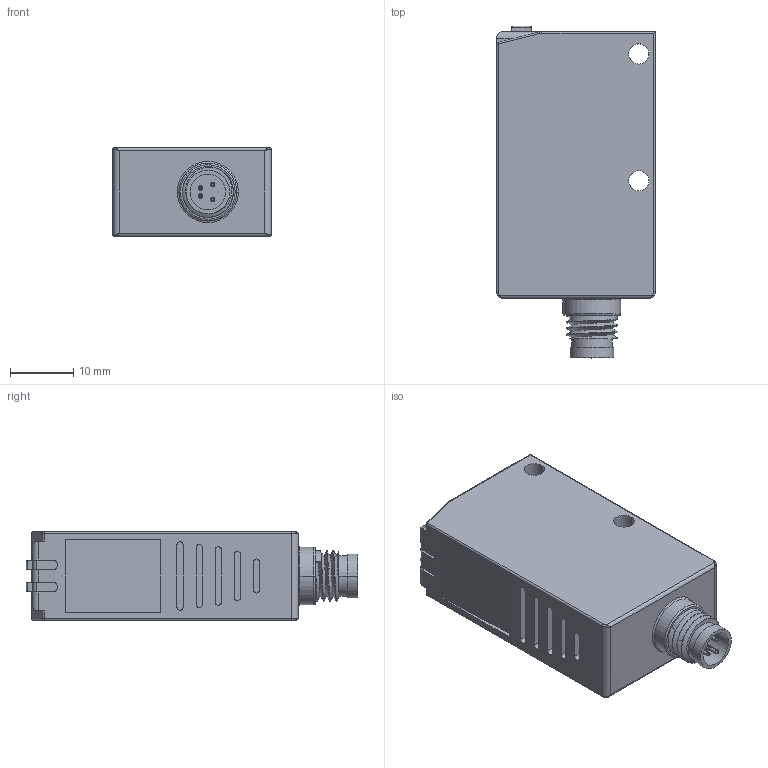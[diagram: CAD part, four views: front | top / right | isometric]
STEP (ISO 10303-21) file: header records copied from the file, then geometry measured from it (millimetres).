
FILE_DESCRIPTION((''),'2;1');
FILE_NAME('158543_SW','2011-09-01T',('banengservice'),('BANNER ENGINEERING'),'PRO/ENGINEER BY PARAMETRIC TECHNOLOGY CORPORATION, 2009141','PRO/ENGINEER BY PARAMETRIC TECHNOLOGY CORPORATION, 2009141','');
FILE_SCHEMA(('CONFIG_CONTROL_DESIGN'));
Length unit declared in the file: inch
Products named in the file (1): 158543_SW
Bounding box: 25 x 52.3 x 14 mm (x, y, z)
Volume: 14631.6 mm3; surface area: 4733.8 mm2
Topology: 1 solids, 1 shells, 195 faces, 458 edges, 289 vertices
Faces by surface type: plane 84, cylinder 82, bspline 19, torus 10
Entity records: 6793 total; most frequent: CARTESIAN_POINT 2290, DIRECTION 923, ORIENTED_EDGE 916, EDGE_CURVE 458, AXIS2_PLACEMENT_3D 334, VERTEX_POINT 289, VECTOR 255, LINE 255
